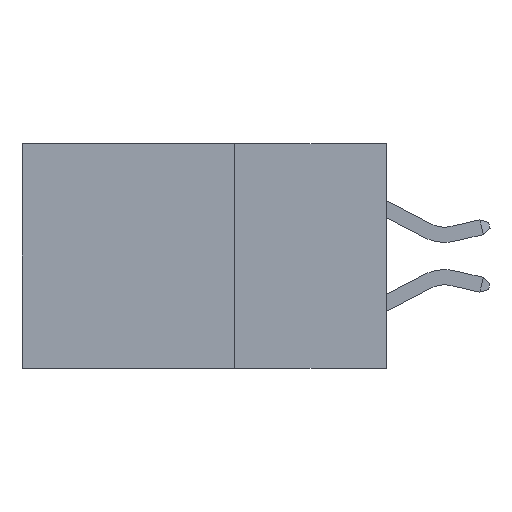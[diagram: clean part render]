
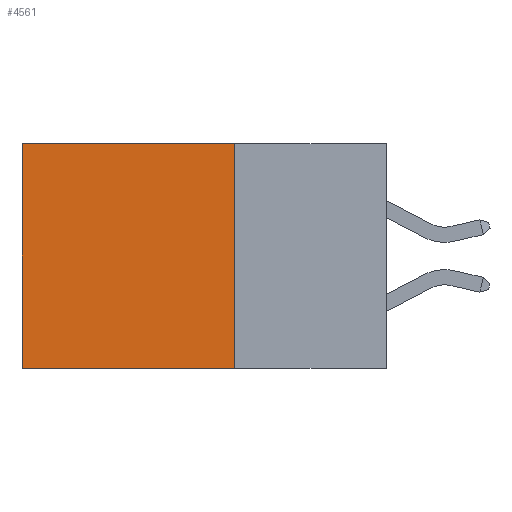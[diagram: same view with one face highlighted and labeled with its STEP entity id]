
A CAD part, left-side view. The second image highlights one B-rep face of the part: STEP entity #4561.
In plain terms, the highlighted planar face has unit normal (-1, 0, 0).
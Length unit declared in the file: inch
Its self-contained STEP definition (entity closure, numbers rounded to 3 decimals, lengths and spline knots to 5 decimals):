
#167 = EDGE_CURVE ( 'NONE', #14392, #8419, #3222, .T. ) ;
#2429 = CARTESIAN_POINT ( 'NONE',  ( 0.298, 0.25, 0. ) ) ;
#2599 = CARTESIAN_POINT ( 'NONE',  ( 0.298, 0.25, 0. ) ) ;
#3171 = DIRECTION ( 'NONE',  ( 1., 0., 0. ) ) ;
#3222 = LINE ( 'NONE', #2429, #12446 ) ;
#3279 = VERTEX_POINT ( 'NONE', #15933 ) ;
#4157 = LINE ( 'NONE', #2599, #12882 ) ;
#4238 = DIRECTION ( 'NONE',  ( 0., 1., 0. ) ) ;
#4561 = ADVANCED_FACE ( 'NONE', ( #5485 ), #13233, .F. ) ;
#5485 = FACE_OUTER_BOUND ( 'NONE', #18456, .T. ) ;
#6404 = DIRECTION ( 'NONE',  ( 0., 1., 0. ) ) ;
#6526 = VECTOR ( 'NONE', #6404, 39.37008 ) ;
#6694 = ORIENTED_EDGE ( 'NONE', *, *, #14354, .F. ) ;
#7962 = DIRECTION ( 'NONE',  ( 0., 0., -1. ) ) ;
#7981 = EDGE_CURVE ( 'NONE', #14392, #3279, #4157, .T. ) ;
#8199 = CARTESIAN_POINT ( 'NONE',  ( 0.298, 0.25, 0. ) ) ;
#8419 = VERTEX_POINT ( 'NONE', #8431 ) ;
#8431 = CARTESIAN_POINT ( 'NONE',  ( 0.298, 0.25, -0.37 ) ) ;
#9364 = ORIENTED_EDGE ( 'NONE', *, *, #167, .F. ) ;
#11311 = EDGE_CURVE ( 'NONE', #3279, #19632, #16158, .T. ) ;
#11316 = CARTESIAN_POINT ( 'NONE',  ( 0.298, 0.6, -0.37 ) ) ;
#11683 = VECTOR ( 'NONE', #16626, 39.37008 ) ;
#12446 = VECTOR ( 'NONE', #12797, 39.37008 ) ;
#12797 = DIRECTION ( 'NONE',  ( 0., 0., -1. ) ) ;
#12882 = VECTOR ( 'NONE', #4238, 39.37008 ) ;
#13070 = AXIS2_PLACEMENT_3D ( 'NONE', #8199, #3171, #7962 ) ;
#13233 = PLANE ( 'NONE',  #13070 ) ;
#13556 = ORIENTED_EDGE ( 'NONE', *, *, #7981, .T. ) ;
#14354 = EDGE_CURVE ( 'NONE', #8419, #19632, #18655, .T. ) ;
#14392 = VERTEX_POINT ( 'NONE', #18021 ) ;
#14910 = CARTESIAN_POINT ( 'NONE',  ( 0.298, 0.6, 0. ) ) ;
#15933 = CARTESIAN_POINT ( 'NONE',  ( 0.298, 0.6, 0. ) ) ;
#16158 = LINE ( 'NONE', #14910, #11683 ) ;
#16336 = CARTESIAN_POINT ( 'NONE',  ( 0.298, 0.25, -0.37 ) ) ;
#16626 = DIRECTION ( 'NONE',  ( 0., 0., -1. ) ) ;
#18021 = CARTESIAN_POINT ( 'NONE',  ( 0.298, 0.25, 0. ) ) ;
#18369 = ORIENTED_EDGE ( 'NONE', *, *, #11311, .T. ) ;
#18456 = EDGE_LOOP ( 'NONE', ( #18369, #6694, #9364, #13556 ) ) ;
#18655 = LINE ( 'NONE', #16336, #6526 ) ;
#19632 = VERTEX_POINT ( 'NONE', #11316 ) ;
